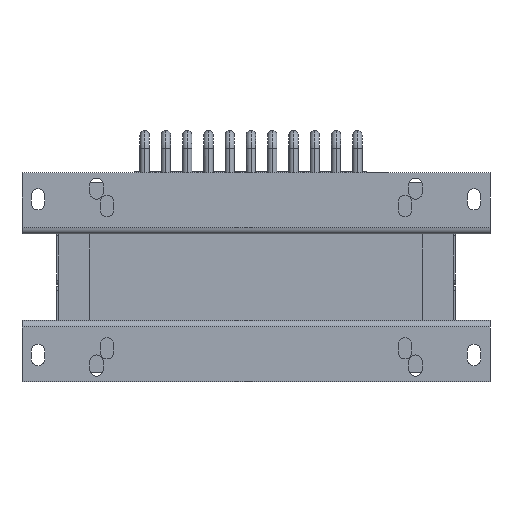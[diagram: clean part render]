
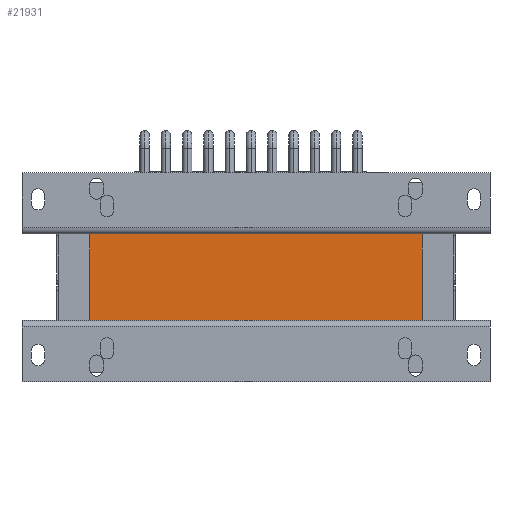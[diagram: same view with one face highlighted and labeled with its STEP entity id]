
A CAD part, front view. The second image highlights one B-rep face of the part: STEP entity #21931.
In plain terms, the highlighted planar face has unit normal (0, -1, 0).
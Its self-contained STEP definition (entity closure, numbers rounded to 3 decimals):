
#68 = LINE ( 'NONE', #12989, #8356 ) ;
#5328 = VECTOR ( 'NONE', #30911, 1000. ) ;
#5698 = ORIENTED_EDGE ( 'NONE', *, *, #15138, .T. ) ;
#7250 = CARTESIAN_POINT ( 'NONE',  ( -125., -125.001, -32.5 ) ) ;
#7393 = EDGE_LOOP ( 'NONE', ( #21088, #14300, #22880, #5698 ) ) ;
#7588 = LINE ( 'NONE', #7250, #5328 ) ;
#7835 = DIRECTION ( 'NONE',  ( 0., 0., 1. ) ) ;
#8356 = VECTOR ( 'NONE', #16126, 1000. ) ;
#10034 = PLANE ( 'NONE',  #10099 ) ;
#10099 = AXIS2_PLACEMENT_3D ( 'NONE', #19683, #22274, #7835 ) ;
#10342 = CARTESIAN_POINT ( 'NONE',  ( 125., -125.001, -32.5 ) ) ;
#12989 = CARTESIAN_POINT ( 'NONE',  ( -125., -125.001, 32.5 ) ) ;
#13702 = VECTOR ( 'NONE', #23329, 1000. ) ;
#14300 = ORIENTED_EDGE ( 'NONE', *, *, #28302, .F. ) ;
#14882 = VERTEX_POINT ( 'NONE', #10342 ) ;
#15138 = EDGE_CURVE ( 'NONE', #25086, #25538, #26808, .T. ) ;
#16017 = CARTESIAN_POINT ( 'NONE',  ( 125., -125.001, 32.5 ) ) ;
#16108 = CARTESIAN_POINT ( 'NONE',  ( -125., -125.001, -32.5 ) ) ;
#16126 = DIRECTION ( 'NONE',  ( 1., 0., 0. ) ) ;
#18343 = FACE_OUTER_BOUND ( 'NONE', #7393, .T. ) ;
#19683 = CARTESIAN_POINT ( 'NONE',  ( -125., -125.001, 32.5 ) ) ;
#19858 = VERTEX_POINT ( 'NONE', #27670 ) ;
#21088 = ORIENTED_EDGE ( 'NONE', *, *, #29051, .T. ) ;
#21559 = CARTESIAN_POINT ( 'NONE',  ( -125., -125.001, 32.5 ) ) ;
#21892 = LINE ( 'NONE', #16017, #13702 ) ;
#21931 = ADVANCED_FACE ( 'NONE', ( #18343 ), #10034, .F. ) ;
#22274 = DIRECTION ( 'NONE',  ( 0., 1., 0. ) ) ;
#22880 = ORIENTED_EDGE ( 'NONE', *, *, #29978, .F. ) ;
#23329 = DIRECTION ( 'NONE',  ( 0., 0., -1. ) ) ;
#25086 = VERTEX_POINT ( 'NONE', #21559 ) ;
#25315 = DIRECTION ( 'NONE',  ( 0., 0., -1. ) ) ;
#25538 = VERTEX_POINT ( 'NONE', #16108 ) ;
#26808 = LINE ( 'NONE', #30210, #27945 ) ;
#27670 = CARTESIAN_POINT ( 'NONE',  ( 125., -125.001, 32.5 ) ) ;
#27945 = VECTOR ( 'NONE', #25315, 1000. ) ;
#28302 = EDGE_CURVE ( 'NONE', #19858, #14882, #21892, .T. ) ;
#29051 = EDGE_CURVE ( 'NONE', #25538, #14882, #7588, .T. ) ;
#29978 = EDGE_CURVE ( 'NONE', #25086, #19858, #68, .T. ) ;
#30210 = CARTESIAN_POINT ( 'NONE',  ( -125., -125.001, 32.5 ) ) ;
#30911 = DIRECTION ( 'NONE',  ( 1., 0., 0. ) ) ;
